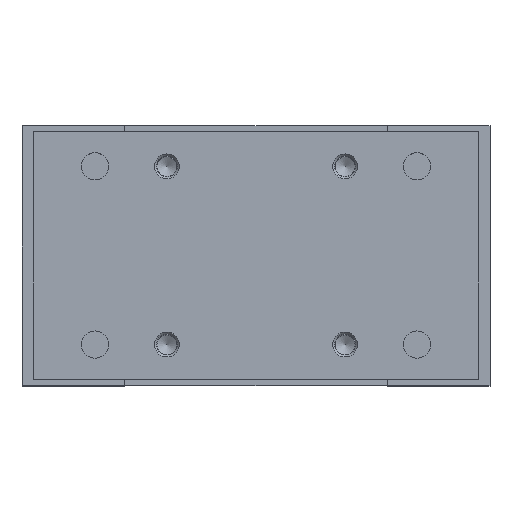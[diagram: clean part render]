
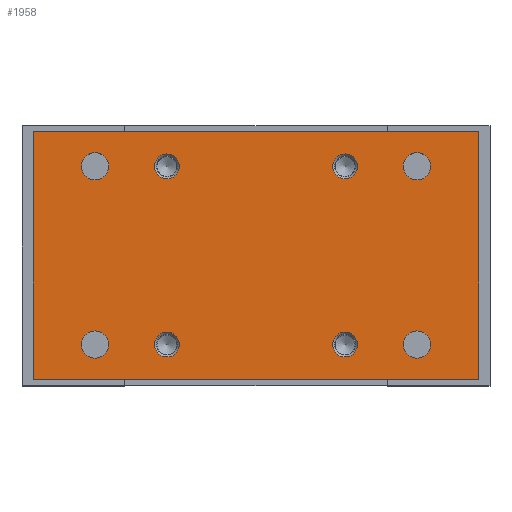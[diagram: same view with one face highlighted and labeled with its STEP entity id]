
A CAD part, top view. The second image highlights one B-rep face of the part: STEP entity #1958.
In plain terms, the highlighted planar face has unit normal (0, 0, 1).
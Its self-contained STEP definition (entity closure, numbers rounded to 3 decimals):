
#200=LINE('',#3268,#276);
#204=LINE('',#3277,#280);
#207=LINE('',#3283,#283);
#210=LINE('',#3289,#286);
#276=VECTOR('',#2655,1000.);
#280=VECTOR('',#2661,1000.);
#283=VECTOR('',#2666,1000.);
#286=VECTOR('',#2671,1000.);
#549=ORIENTED_EDGE('',*,*,#875,.T.);
#550=ORIENTED_EDGE('',*,*,#876,.T.);
#551=ORIENTED_EDGE('',*,*,#877,.T.);
#552=ORIENTED_EDGE('',*,*,#878,.T.);
#553=ORIENTED_EDGE('',*,*,#879,.T.);
#554=ORIENTED_EDGE('',*,*,#880,.T.);
#555=ORIENTED_EDGE('',*,*,#881,.T.);
#556=ORIENTED_EDGE('',*,*,#882,.T.);
#557=ORIENTED_EDGE('',*,*,#852,.T.);
#558=ORIENTED_EDGE('',*,*,#856,.T.);
#559=ORIENTED_EDGE('',*,*,#859,.T.);
#560=ORIENTED_EDGE('',*,*,#862,.T.);
#852=EDGE_CURVE('',#1067,#1068,#200,.T.);
#856=EDGE_CURVE('',#1068,#1071,#204,.T.);
#859=EDGE_CURVE('',#1071,#1073,#207,.T.);
#862=EDGE_CURVE('',#1073,#1067,#210,.T.);
#875=EDGE_CURVE('',#1086,#1086,#1228,.T.);
#876=EDGE_CURVE('',#1087,#1087,#1229,.T.);
#877=EDGE_CURVE('',#1088,#1088,#1230,.T.);
#878=EDGE_CURVE('',#1089,#1089,#1231,.T.);
#879=EDGE_CURVE('',#1090,#1090,#1232,.T.);
#880=EDGE_CURVE('',#1091,#1091,#1233,.T.);
#881=EDGE_CURVE('',#1092,#1092,#1234,.T.);
#882=EDGE_CURVE('',#1093,#1093,#1235,.T.);
#1067=VERTEX_POINT('',#3269);
#1068=VERTEX_POINT('',#3270);
#1071=VERTEX_POINT('',#3278);
#1073=VERTEX_POINT('',#3284);
#1086=VERTEX_POINT('',#3316);
#1087=VERTEX_POINT('',#3318);
#1088=VERTEX_POINT('',#3320);
#1089=VERTEX_POINT('',#3322);
#1090=VERTEX_POINT('',#3324);
#1091=VERTEX_POINT('',#3326);
#1092=VERTEX_POINT('',#3328);
#1093=VERTEX_POINT('',#3330);
#1228=CIRCLE('',#2217,5.5);
#1229=CIRCLE('',#2218,5.5);
#1230=CIRCLE('',#2219,5.5);
#1231=CIRCLE('',#2220,5.5);
#1232=CIRCLE('',#2221,5.);
#1233=CIRCLE('',#2222,5.);
#1234=CIRCLE('',#2223,5.);
#1235=CIRCLE('',#2224,5.);
#1433=EDGE_LOOP('',(#549));
#1434=EDGE_LOOP('',(#550));
#1435=EDGE_LOOP('',(#551));
#1436=EDGE_LOOP('',(#552));
#1437=EDGE_LOOP('',(#553));
#1438=EDGE_LOOP('',(#554));
#1439=EDGE_LOOP('',(#555));
#1440=EDGE_LOOP('',(#556));
#1441=EDGE_LOOP('',(#557,#558,#559,#560));
#1713=FACE_BOUND('',#1433,.T.);
#1714=FACE_BOUND('',#1434,.T.);
#1715=FACE_BOUND('',#1435,.T.);
#1716=FACE_BOUND('',#1436,.T.);
#1717=FACE_BOUND('',#1437,.T.);
#1718=FACE_BOUND('',#1438,.T.);
#1719=FACE_BOUND('',#1439,.T.);
#1720=FACE_BOUND('',#1440,.T.);
#1721=FACE_BOUND('',#1441,.T.);
#1856=PLANE('',#2216);
#1958=ADVANCED_FACE('',(#1713,#1714,#1715,#1716,#1717,#1718,#1719,#1720,
#1721),#1856,.T.);
#2216=AXIS2_PLACEMENT_3D('',#3314,#2697,#2698);
#2217=AXIS2_PLACEMENT_3D('',#3315,#2699,#2700);
#2218=AXIS2_PLACEMENT_3D('',#3317,#2701,#2702);
#2219=AXIS2_PLACEMENT_3D('',#3319,#2703,#2704);
#2220=AXIS2_PLACEMENT_3D('',#3321,#2705,#2706);
#2221=AXIS2_PLACEMENT_3D('',#3323,#2707,#2708);
#2222=AXIS2_PLACEMENT_3D('',#3325,#2709,#2710);
#2223=AXIS2_PLACEMENT_3D('',#3327,#2711,#2712);
#2224=AXIS2_PLACEMENT_3D('',#3329,#2713,#2714);
#2655=DIRECTION('',(-1.,0.,0.));
#2661=DIRECTION('',(0.,-1.,0.));
#2666=DIRECTION('',(1.,0.,0.));
#2671=DIRECTION('',(0.,1.,0.));
#2697=DIRECTION('',(0.,0.,1.));
#2698=DIRECTION('',(1.,0.,0.));
#2699=DIRECTION('',(0.,0.,-1.));
#2700=DIRECTION('',(-1.,0.,0.));
#2701=DIRECTION('',(0.,0.,-1.));
#2702=DIRECTION('',(-1.,0.,0.));
#2703=DIRECTION('',(0.,0.,-1.));
#2704=DIRECTION('',(-1.,0.,0.));
#2705=DIRECTION('',(0.,0.,-1.));
#2706=DIRECTION('',(-1.,0.,0.));
#2707=DIRECTION('',(0.,0.,-1.));
#2708=DIRECTION('',(-1.,0.,0.));
#2709=DIRECTION('',(0.,0.,-1.));
#2710=DIRECTION('',(-1.,0.,0.));
#2711=DIRECTION('',(0.,0.,-1.));
#2712=DIRECTION('',(-1.,0.,0.));
#2713=DIRECTION('',(0.,0.,-1.));
#2714=DIRECTION('',(-1.,0.,0.));
#3268=CARTESIAN_POINT('',(90.,50.,111.));
#3269=CARTESIAN_POINT('',(90.,50.,111.));
#3270=CARTESIAN_POINT('',(-90.,50.,111.));
#3277=CARTESIAN_POINT('',(-90.,50.,111.));
#3278=CARTESIAN_POINT('',(-90.,-50.,111.));
#3283=CARTESIAN_POINT('',(-90.,-50.,111.));
#3284=CARTESIAN_POINT('',(90.,-50.,111.));
#3289=CARTESIAN_POINT('',(90.,-50.,111.));
#3314=CARTESIAN_POINT('',(0.,0.,111.));
#3315=CARTESIAN_POINT('',(-65.,36.,111.));
#3316=CARTESIAN_POINT('',(-70.5,36.,111.));
#3317=CARTESIAN_POINT('',(-65.,-36.,111.));
#3318=CARTESIAN_POINT('',(-70.5,-36.,111.));
#3319=CARTESIAN_POINT('',(65.,-36.,111.));
#3320=CARTESIAN_POINT('',(59.5,-36.,111.));
#3321=CARTESIAN_POINT('',(65.,36.,111.));
#3322=CARTESIAN_POINT('',(59.5,36.,111.));
#3323=CARTESIAN_POINT('',(-36.,36.,111.));
#3324=CARTESIAN_POINT('',(-41.,36.,111.));
#3325=CARTESIAN_POINT('',(-36.,-36.,111.));
#3326=CARTESIAN_POINT('',(-41.,-36.,111.));
#3327=CARTESIAN_POINT('',(36.,-36.,111.));
#3328=CARTESIAN_POINT('',(31.,-36.,111.));
#3329=CARTESIAN_POINT('',(36.,36.,111.));
#3330=CARTESIAN_POINT('',(31.,36.,111.));
